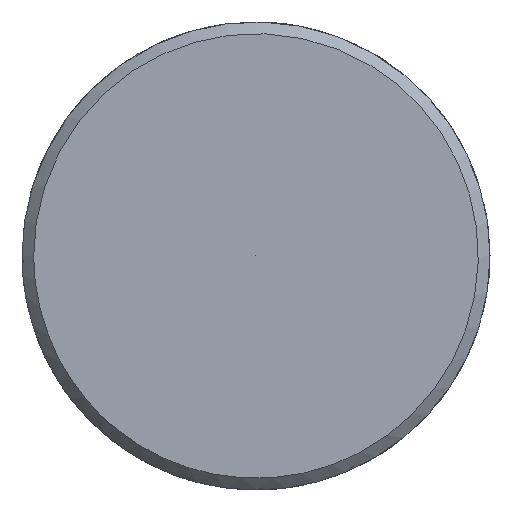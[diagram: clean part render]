
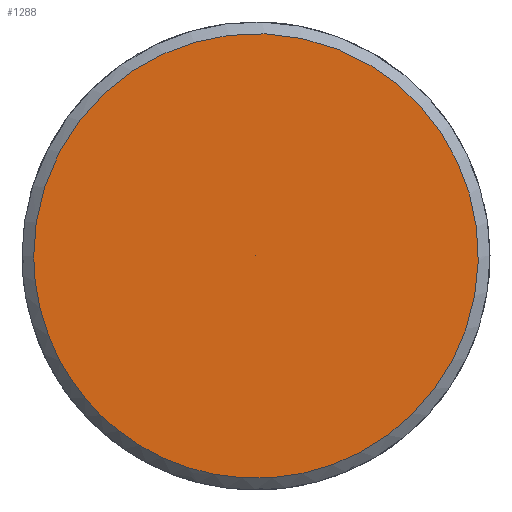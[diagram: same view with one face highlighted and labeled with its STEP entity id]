
A CAD part, left-side view. The second image highlights one B-rep face of the part: STEP entity #1288.
In plain terms, the highlighted free-form (B-spline) face has degree [5, 1] with [6, 2] control points.
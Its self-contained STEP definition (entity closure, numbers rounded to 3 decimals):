
#1216 = CARTESIAN_POINT ('', (-90., 4.75, 0.));
#1217 = VERTEX_POINT ('', #1216);
#1227 = CARTESIAN_POINT ('', (-90., 4.75, 0.));
#1228 = CARTESIAN_POINT ('', (-90., 4.75, 19.));
#1229 = CARTESIAN_POINT ('', (-90., -14.25, 9.5));
#1230 = CARTESIAN_POINT ('', (-90., -14.25, -9.5));
#1231 = CARTESIAN_POINT ('', (-90., 4.75, -19.));
#1232 = CARTESIAN_POINT ('', (-90., 4.75, 0.));
#1233 = (
   BOUNDED_CURVE ()
   B_SPLINE_CURVE (5, (#1227, #1228, #1229, #1230, #1231, #1232), .UNSPECIFIED., .T., .U.)
   B_SPLINE_CURVE_WITH_KNOTS ((6, 6), (0., 1.), .UNSPECIFIED.)
   CURVE ()
   GEOMETRIC_REPRESENTATION_ITEM ()
   RATIONAL_B_SPLINE_CURVE ((5., 1., 1., 1., 1., 5.))
   REPRESENTATION_ITEM ('')
);
#1234 = EDGE_CURVE ('', #1217, #1217, #1233, .T.);
#1264 = CARTESIAN_POINT ('', (-90., 0., 0.));
#1265 = VERTEX_POINT ('', #1264);
#1266 = CARTESIAN_POINT ('', (-90., 4.75, 0.));
#1267 = CARTESIAN_POINT ('', (-90., 0., 0.));
#1268 = B_SPLINE_CURVE_WITH_KNOTS ('', 1, (#1266, #1267), .UNSPECIFIED., .F., .U., (2, 2), (0., 1.), .UNSPECIFIED.);
#1269 = EDGE_CURVE ('', #1217, #1265, #1268, .T.);
#1270 = ORIENTED_EDGE ('', *, *, #1269, .F.);
#1271 = ORIENTED_EDGE ('', *, *, #1234, .T.);
#1272 = ORIENTED_EDGE ('', *, *, #1269, .T.);
#1273 = EDGE_LOOP ('', (#1270, #1271, #1272));
#1274 = FACE_OUTER_BOUND ('', #1273, .F.);
#1275 = CARTESIAN_POINT ('', (-90., 4.75, 0.));
#1276 = CARTESIAN_POINT ('', (-90., 0., 0.));
#1277 = CARTESIAN_POINT ('', (-90., 4.75, 19.));
#1278 = CARTESIAN_POINT ('', (-90., 0., 0.));
#1279 = CARTESIAN_POINT ('', (-90., -14.25, 9.5));
#1280 = CARTESIAN_POINT ('', (-90., 0., 0.));
#1281 = CARTESIAN_POINT ('', (-90., -14.25, -9.5));
#1282 = CARTESIAN_POINT ('', (-90., 0., 0.));
#1283 = CARTESIAN_POINT ('', (-90., 4.75, -19.));
#1284 = CARTESIAN_POINT ('', (-90., 0., 0.));
#1285 = CARTESIAN_POINT ('', (-90., 4.75, 0.));
#1286 = CARTESIAN_POINT ('', (-90., 0., 0.));
#1287 = (
   BOUNDED_SURFACE ()
   B_SPLINE_SURFACE (5, 1, ((#1275, #1276), (#1277, #1278), (#1279, #1280), (#1281, #1282), (#1283, #1284), (#1285, #1286)), .UNSPECIFIED., .T., .F., .U.)
   B_SPLINE_SURFACE_WITH_KNOTS ((6, 6), (2, 2), (0., 1.), (0., 1.), .UNSPECIFIED.)
   SURFACE ()
   GEOMETRIC_REPRESENTATION_ITEM ()
   RATIONAL_B_SPLINE_SURFACE (((5., 5.), (1., 1.), (1., 1.), (1., 1.), (1., 1.), (5., 5.)))
   REPRESENTATION_ITEM ('')
);
#1288 = ADVANCED_FACE ('', (#1274), #1287, .F.);
